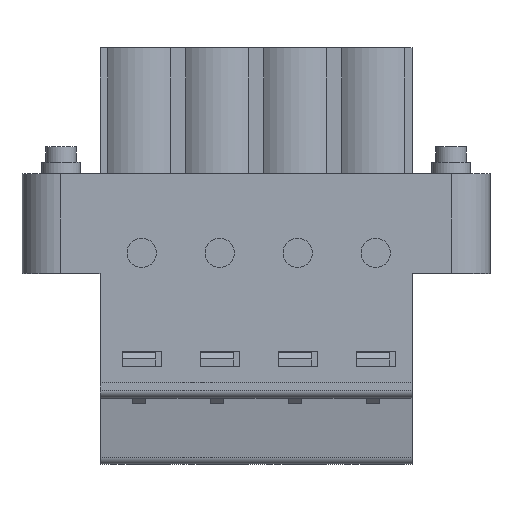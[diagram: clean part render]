
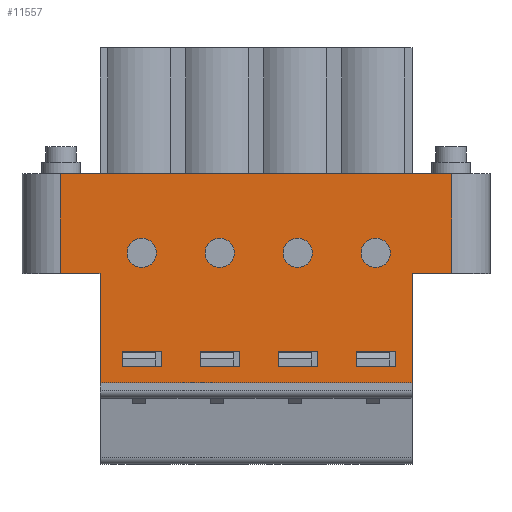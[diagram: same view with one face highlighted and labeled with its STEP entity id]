
A CAD part, top view. The second image highlights one B-rep face of the part: STEP entity #11557.
In plain terms, the highlighted planar face has unit normal (0, 0, 1).
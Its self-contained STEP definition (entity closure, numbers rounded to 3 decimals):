
#269=LINE('',#16867,#1755);
#272=LINE('',#16887,#1758);
#280=LINE('',#16913,#1766);
#288=LINE('',#16932,#1774);
#436=LINE('',#17255,#1922);
#437=LINE('',#17258,#1923);
#438=LINE('',#17260,#1924);
#439=LINE('',#17262,#1925);
#440=LINE('',#17263,#1926);
#441=LINE('',#17266,#1927);
#442=LINE('',#17268,#1928);
#443=LINE('',#17270,#1929);
#444=LINE('',#17271,#1930);
#445=LINE('',#17274,#1931);
#446=LINE('',#17276,#1932);
#447=LINE('',#17278,#1933);
#448=LINE('',#17279,#1934);
#449=LINE('',#17282,#1935);
#450=LINE('',#17284,#1936);
#451=LINE('',#17286,#1937);
#452=LINE('',#17287,#1938);
#453=LINE('',#17288,#1939);
#454=LINE('',#17289,#1940);
#455=LINE('',#17291,#1941);
#1755=VECTOR('',#13661,1000.);
#1758=VECTOR('',#13680,1000.);
#1766=VECTOR('',#13702,1000.);
#1774=VECTOR('',#13716,1000.);
#1922=VECTOR('',#13940,1000.);
#1923=VECTOR('',#13941,1000.);
#1924=VECTOR('',#13942,1000.);
#1925=VECTOR('',#13943,1000.);
#1926=VECTOR('',#13944,1000.);
#1927=VECTOR('',#13945,1000.);
#1928=VECTOR('',#13946,1000.);
#1929=VECTOR('',#13947,1000.);
#1930=VECTOR('',#13948,1000.);
#1931=VECTOR('',#13949,1000.);
#1932=VECTOR('',#13950,1000.);
#1933=VECTOR('',#13951,1000.);
#1934=VECTOR('',#13952,1000.);
#1935=VECTOR('',#13953,1000.);
#1936=VECTOR('',#13954,1000.);
#1937=VECTOR('',#13955,1000.);
#1938=VECTOR('',#13956,1000.);
#1939=VECTOR('',#13957,1000.);
#1940=VECTOR('',#13958,1000.);
#1941=VECTOR('',#13959,1000.);
#3467=ORIENTED_EDGE('',*,*,#6815,.T.);
#3468=ORIENTED_EDGE('',*,*,#6816,.T.);
#3469=ORIENTED_EDGE('',*,*,#6817,.T.);
#3470=ORIENTED_EDGE('',*,*,#6818,.T.);
#3471=ORIENTED_EDGE('',*,*,#6819,.T.);
#3472=ORIENTED_EDGE('',*,*,#6820,.T.);
#3473=ORIENTED_EDGE('',*,*,#6821,.T.);
#3474=ORIENTED_EDGE('',*,*,#6822,.T.);
#3475=ORIENTED_EDGE('',*,*,#6823,.T.);
#3476=ORIENTED_EDGE('',*,*,#6824,.T.);
#3477=ORIENTED_EDGE('',*,*,#6825,.T.);
#3478=ORIENTED_EDGE('',*,*,#6826,.T.);
#3479=ORIENTED_EDGE('',*,*,#6827,.T.);
#3480=ORIENTED_EDGE('',*,*,#6828,.T.);
#3481=ORIENTED_EDGE('',*,*,#6829,.T.);
#3482=ORIENTED_EDGE('',*,*,#6830,.T.);
#3483=ORIENTED_EDGE('',*,*,#6632,.F.);
#3484=ORIENTED_EDGE('',*,*,#6831,.T.);
#3485=ORIENTED_EDGE('',*,*,#6623,.T.);
#3486=ORIENTED_EDGE('',*,*,#6832,.T.);
#3487=ORIENTED_EDGE('',*,*,#6644,.F.);
#3488=ORIENTED_EDGE('',*,*,#6654,.T.);
#3489=ORIENTED_EDGE('',*,*,#6833,.F.);
#3490=ORIENTED_EDGE('',*,*,#6834,.F.);
#3491=ORIENTED_EDGE('',*,*,#6835,.T.);
#3492=ORIENTED_EDGE('',*,*,#6836,.T.);
#3493=ORIENTED_EDGE('',*,*,#6837,.T.);
#3494=ORIENTED_EDGE('',*,*,#6838,.T.);
#6623=EDGE_CURVE('',#8311,#8310,#269,.T.);
#6632=EDGE_CURVE('',#8319,#8320,#272,.T.);
#6644=EDGE_CURVE('',#8330,#8331,#280,.T.);
#6654=EDGE_CURVE('',#8330,#8338,#288,.T.);
#6815=EDGE_CURVE('',#8476,#8477,#436,.T.);
#6816=EDGE_CURVE('',#8477,#8478,#437,.T.);
#6817=EDGE_CURVE('',#8478,#8479,#438,.T.);
#6818=EDGE_CURVE('',#8479,#8476,#439,.T.);
#6819=EDGE_CURVE('',#8480,#8481,#440,.T.);
#6820=EDGE_CURVE('',#8481,#8482,#441,.T.);
#6821=EDGE_CURVE('',#8482,#8483,#442,.T.);
#6822=EDGE_CURVE('',#8483,#8480,#443,.T.);
#6823=EDGE_CURVE('',#8484,#8485,#444,.T.);
#6824=EDGE_CURVE('',#8485,#8486,#445,.T.);
#6825=EDGE_CURVE('',#8486,#8487,#446,.T.);
#6826=EDGE_CURVE('',#8487,#8484,#447,.T.);
#6827=EDGE_CURVE('',#8488,#8489,#448,.T.);
#6828=EDGE_CURVE('',#8489,#8490,#449,.T.);
#6829=EDGE_CURVE('',#8490,#8491,#450,.T.);
#6830=EDGE_CURVE('',#8491,#8488,#451,.T.);
#6831=EDGE_CURVE('',#8319,#8311,#452,.T.);
#6832=EDGE_CURVE('',#8310,#8331,#453,.F.);
#6833=EDGE_CURVE('',#8492,#8338,#454,.T.);
#6834=EDGE_CURVE('',#8320,#8492,#455,.T.);
#6835=EDGE_CURVE('',#8493,#8493,#9419,.T.);
#6836=EDGE_CURVE('',#8494,#8494,#9420,.T.);
#6837=EDGE_CURVE('',#8495,#8495,#9421,.T.);
#6838=EDGE_CURVE('',#8496,#8496,#9422,.T.);
#8310=VERTEX_POINT('',#16866);
#8311=VERTEX_POINT('',#16868);
#8319=VERTEX_POINT('',#16886);
#8320=VERTEX_POINT('',#16888);
#8330=VERTEX_POINT('',#16912);
#8331=VERTEX_POINT('',#16914);
#8338=VERTEX_POINT('',#16931);
#8476=VERTEX_POINT('',#17256);
#8477=VERTEX_POINT('',#17257);
#8478=VERTEX_POINT('',#17259);
#8479=VERTEX_POINT('',#17261);
#8480=VERTEX_POINT('',#17264);
#8481=VERTEX_POINT('',#17265);
#8482=VERTEX_POINT('',#17267);
#8483=VERTEX_POINT('',#17269);
#8484=VERTEX_POINT('',#17272);
#8485=VERTEX_POINT('',#17273);
#8486=VERTEX_POINT('',#17275);
#8487=VERTEX_POINT('',#17277);
#8488=VERTEX_POINT('',#17280);
#8489=VERTEX_POINT('',#17281);
#8490=VERTEX_POINT('',#17283);
#8491=VERTEX_POINT('',#17285);
#8492=VERTEX_POINT('',#17290);
#8493=VERTEX_POINT('',#17293);
#8494=VERTEX_POINT('',#17295);
#8495=VERTEX_POINT('',#17297);
#8496=VERTEX_POINT('',#17299);
#9419=CIRCLE('',#12827,0.95);
#9420=CIRCLE('',#12828,0.95);
#9421=CIRCLE('',#12829,0.95);
#9422=CIRCLE('',#12830,0.95);
#9616=EDGE_LOOP('',(#3467,#3468,#3469,#3470));
#9617=EDGE_LOOP('',(#3471,#3472,#3473,#3474));
#9618=EDGE_LOOP('',(#3475,#3476,#3477,#3478));
#9619=EDGE_LOOP('',(#3479,#3480,#3481,#3482));
#9620=EDGE_LOOP('',(#3483,#3484,#3485,#3486,#3487,#3488,#3489,#3490));
#9621=EDGE_LOOP('',(#3491));
#9622=EDGE_LOOP('',(#3492));
#9623=EDGE_LOOP('',(#3493));
#9624=EDGE_LOOP('',(#3494));
#10334=FACE_BOUND('',#9616,.T.);
#10335=FACE_BOUND('',#9617,.T.);
#10336=FACE_BOUND('',#9618,.T.);
#10337=FACE_BOUND('',#9619,.T.);
#10338=FACE_BOUND('',#9620,.T.);
#10339=FACE_BOUND('',#9621,.T.);
#10340=FACE_BOUND('',#9622,.T.);
#10341=FACE_BOUND('',#9623,.T.);
#10342=FACE_BOUND('',#9624,.T.);
#11028=PLANE('',#12826);
#11557=ADVANCED_FACE('',(#10334,#10335,#10336,#10337,#10338,#10339,#10340,
#10341,#10342),#11028,.F.);
#12826=AXIS2_PLACEMENT_3D('',#17254,#13938,#13939);
#12827=AXIS2_PLACEMENT_3D('',#17292,#13960,#13961);
#12828=AXIS2_PLACEMENT_3D('',#17294,#13962,#13963);
#12829=AXIS2_PLACEMENT_3D('',#17296,#13964,#13965);
#12830=AXIS2_PLACEMENT_3D('',#17298,#13966,#13967);
#13661=DIRECTION('',(-1.,0.,0.));
#13680=DIRECTION('',(-1.,0.,0.));
#13702=DIRECTION('',(-1.,0.,0.));
#13716=DIRECTION('',(0.,-1.,0.));
#13938=DIRECTION('',(0.,0.,-1.));
#13939=DIRECTION('',(0.,1.,0.));
#13940=DIRECTION('',(0.,1.,0.));
#13941=DIRECTION('',(1.,0.,0.));
#13942=DIRECTION('',(0.,-1.,0.));
#13943=DIRECTION('',(-1.,0.,0.));
#13944=DIRECTION('',(0.,1.,0.));
#13945=DIRECTION('',(1.,0.,0.));
#13946=DIRECTION('',(0.,-1.,0.));
#13947=DIRECTION('',(-1.,0.,0.));
#13948=DIRECTION('',(0.,1.,0.));
#13949=DIRECTION('',(1.,0.,0.));
#13950=DIRECTION('',(0.,-1.,0.));
#13951=DIRECTION('',(-1.,0.,0.));
#13952=DIRECTION('',(0.,1.,0.));
#13953=DIRECTION('',(1.,0.,0.));
#13954=DIRECTION('',(0.,-1.,0.));
#13955=DIRECTION('',(-1.,0.,0.));
#13956=DIRECTION('',(0.,1.,0.));
#13957=DIRECTION('',(0.,1.,0.));
#13958=DIRECTION('',(-1.,0.,0.));
#13959=DIRECTION('',(0.,-1.,0.));
#13960=DIRECTION('',(0.,0.,-1.));
#13961=DIRECTION('',(1.,0.,0.));
#13962=DIRECTION('',(0.,0.,-1.));
#13963=DIRECTION('',(1.,0.,0.));
#13964=DIRECTION('',(0.,0.,-1.));
#13965=DIRECTION('',(1.,0.,0.));
#13966=DIRECTION('',(0.,0.,-1.));
#13967=DIRECTION('',(1.,0.,0.));
#16866=CARTESIAN_POINT('',(-12.74,6.805,7.45));
#16867=CARTESIAN_POINT('',(10.16,6.805,7.45));
#16868=CARTESIAN_POINT('',(12.74,6.805,7.45));
#16886=CARTESIAN_POINT('',(12.74,0.305,7.45));
#16887=CARTESIAN_POINT('',(15.24,0.305,7.45));
#16888=CARTESIAN_POINT('',(10.16,0.305,7.45));
#16912=CARTESIAN_POINT('',(-10.16,0.305,7.45));
#16913=CARTESIAN_POINT('',(-10.16,0.305,7.45));
#16914=CARTESIAN_POINT('',(-12.74,0.305,7.45));
#16931=CARTESIAN_POINT('',(-10.16,-6.805,7.45));
#16932=CARTESIAN_POINT('',(-10.16,6.805,7.45));
#17254=CARTESIAN_POINT('',(10.16,6.805,7.45));
#17255=CARTESIAN_POINT('',(6.52,-5.755,7.45));
#17256=CARTESIAN_POINT('',(6.52,-5.755,7.45));
#17257=CARTESIAN_POINT('',(6.52,-4.755,7.45));
#17258=CARTESIAN_POINT('',(6.52,-4.755,7.45));
#17259=CARTESIAN_POINT('',(9.07,-4.755,7.45));
#17260=CARTESIAN_POINT('',(9.07,-4.755,7.45));
#17261=CARTESIAN_POINT('',(9.07,-5.755,7.45));
#17262=CARTESIAN_POINT('',(9.07,-5.755,7.45));
#17263=CARTESIAN_POINT('',(1.44,-5.755,7.45));
#17264=CARTESIAN_POINT('',(1.44,-5.755,7.45));
#17265=CARTESIAN_POINT('',(1.44,-4.755,7.45));
#17266=CARTESIAN_POINT('',(1.44,-4.755,7.45));
#17267=CARTESIAN_POINT('',(3.99,-4.755,7.45));
#17268=CARTESIAN_POINT('',(3.99,-4.755,7.45));
#17269=CARTESIAN_POINT('',(3.99,-5.755,7.45));
#17270=CARTESIAN_POINT('',(3.99,-5.755,7.45));
#17271=CARTESIAN_POINT('',(-3.64,-5.755,7.45));
#17272=CARTESIAN_POINT('',(-3.64,-5.755,7.45));
#17273=CARTESIAN_POINT('',(-3.64,-4.755,7.45));
#17274=CARTESIAN_POINT('',(-3.64,-4.755,7.45));
#17275=CARTESIAN_POINT('',(-1.09,-4.755,7.45));
#17276=CARTESIAN_POINT('',(-1.09,-4.755,7.45));
#17277=CARTESIAN_POINT('',(-1.09,-5.755,7.45));
#17278=CARTESIAN_POINT('',(-1.09,-5.755,7.45));
#17279=CARTESIAN_POINT('',(-8.72,-5.755,7.45));
#17280=CARTESIAN_POINT('',(-8.72,-5.755,7.45));
#17281=CARTESIAN_POINT('',(-8.72,-4.755,7.45));
#17282=CARTESIAN_POINT('',(-8.72,-4.755,7.45));
#17283=CARTESIAN_POINT('',(-6.17,-4.755,7.45));
#17284=CARTESIAN_POINT('',(-6.17,-4.755,7.45));
#17285=CARTESIAN_POINT('',(-6.17,-5.755,7.45));
#17286=CARTESIAN_POINT('',(-6.17,-5.755,7.45));
#17287=CARTESIAN_POINT('',(12.74,6.805,7.45));
#17288=CARTESIAN_POINT('',(-12.74,6.805,7.45));
#17289=CARTESIAN_POINT('',(10.16,-6.805,7.45));
#17290=CARTESIAN_POINT('',(10.16,-6.805,7.45));
#17291=CARTESIAN_POINT('',(10.16,6.805,7.45));
#17292=CARTESIAN_POINT('',(-7.445,1.645,7.45));
#17293=CARTESIAN_POINT('',(-6.495,1.645,7.45));
#17294=CARTESIAN_POINT('',(-2.365,1.645,7.45));
#17295=CARTESIAN_POINT('',(-1.415,1.645,7.45));
#17296=CARTESIAN_POINT('',(2.715,1.645,7.45));
#17297=CARTESIAN_POINT('',(3.665,1.645,7.45));
#17298=CARTESIAN_POINT('',(7.795,1.645,7.45));
#17299=CARTESIAN_POINT('',(8.745,1.645,7.45));
